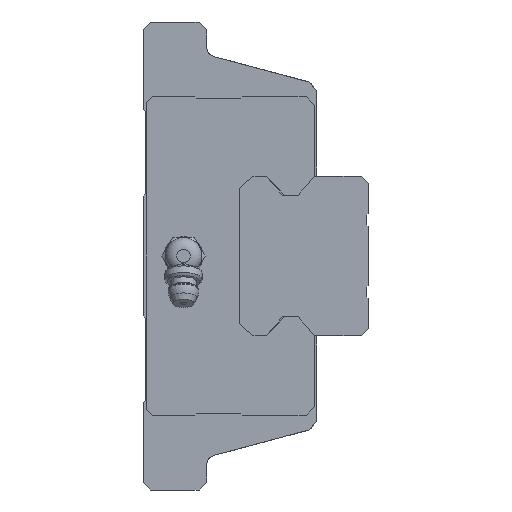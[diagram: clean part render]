
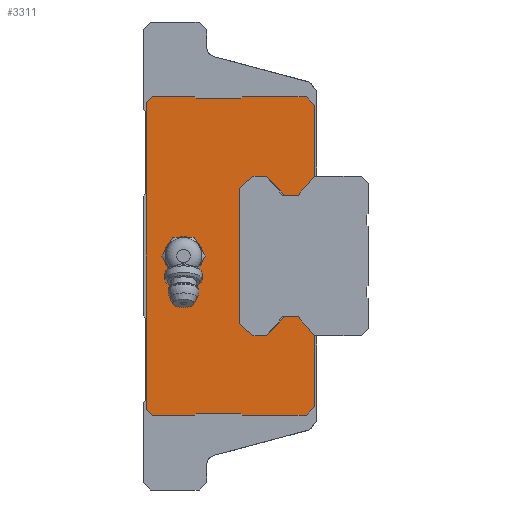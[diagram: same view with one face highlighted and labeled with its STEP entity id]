
A CAD part, left-side view. The second image highlights one B-rep face of the part: STEP entity #3311.
In plain terms, the highlighted planar face has unit normal (-1, 0, 0).
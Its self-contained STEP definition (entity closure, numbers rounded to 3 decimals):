
#737=ORIENTED_EDGE('',*,*,#1331,.F.);
#738=ORIENTED_EDGE('',*,*,#1385,.F.);
#739=ORIENTED_EDGE('',*,*,#1383,.F.);
#740=ORIENTED_EDGE('',*,*,#1381,.F.);
#741=ORIENTED_EDGE('',*,*,#1379,.F.);
#742=ORIENTED_EDGE('',*,*,#1377,.F.);
#743=ORIENTED_EDGE('',*,*,#1375,.F.);
#744=ORIENTED_EDGE('',*,*,#1373,.F.);
#745=ORIENTED_EDGE('',*,*,#1371,.F.);
#746=ORIENTED_EDGE('',*,*,#1369,.F.);
#747=ORIENTED_EDGE('',*,*,#1367,.F.);
#748=ORIENTED_EDGE('',*,*,#1365,.F.);
#749=ORIENTED_EDGE('',*,*,#1363,.F.);
#750=ORIENTED_EDGE('',*,*,#1361,.F.);
#751=ORIENTED_EDGE('',*,*,#1359,.F.);
#752=ORIENTED_EDGE('',*,*,#1357,.F.);
#753=ORIENTED_EDGE('',*,*,#1355,.F.);
#754=ORIENTED_EDGE('',*,*,#1353,.F.);
#755=ORIENTED_EDGE('',*,*,#1351,.F.);
#756=ORIENTED_EDGE('',*,*,#1349,.F.);
#757=ORIENTED_EDGE('',*,*,#1347,.F.);
#758=ORIENTED_EDGE('',*,*,#1345,.F.);
#759=ORIENTED_EDGE('',*,*,#1343,.F.);
#760=ORIENTED_EDGE('',*,*,#1341,.F.);
#761=ORIENTED_EDGE('',*,*,#1339,.F.);
#762=ORIENTED_EDGE('',*,*,#1337,.F.);
#763=ORIENTED_EDGE('',*,*,#1335,.F.);
#764=ORIENTED_EDGE('',*,*,#1333,.F.);
#765=ORIENTED_EDGE('',*,*,#1386,.T.);
#766=ORIENTED_EDGE('',*,*,#1387,.T.);
#767=ORIENTED_EDGE('',*,*,#1388,.T.);
#768=ORIENTED_EDGE('',*,*,#1389,.T.);
#769=ORIENTED_EDGE('',*,*,#1390,.T.);
#770=ORIENTED_EDGE('',*,*,#1391,.T.);
#1331=EDGE_CURVE('',#1719,#1720,#2081,.T.);
#1333=EDGE_CURVE('',#1720,#1721,#2083,.T.);
#1335=EDGE_CURVE('',#1721,#1722,#2085,.T.);
#1337=EDGE_CURVE('',#1722,#1723,#2087,.T.);
#1339=EDGE_CURVE('',#1723,#1724,#2089,.T.);
#1341=EDGE_CURVE('',#1724,#1725,#2091,.T.);
#1343=EDGE_CURVE('',#1725,#1726,#2093,.T.);
#1345=EDGE_CURVE('',#1726,#1727,#2095,.T.);
#1347=EDGE_CURVE('',#1727,#1728,#2097,.T.);
#1349=EDGE_CURVE('',#1728,#1729,#2099,.T.);
#1351=EDGE_CURVE('',#1729,#1730,#2101,.T.);
#1353=EDGE_CURVE('',#1730,#1731,#2103,.T.);
#1355=EDGE_CURVE('',#1731,#1732,#2105,.T.);
#1357=EDGE_CURVE('',#1732,#1733,#2107,.T.);
#1359=EDGE_CURVE('',#1733,#1734,#2109,.T.);
#1361=EDGE_CURVE('',#1734,#1735,#2111,.T.);
#1363=EDGE_CURVE('',#1735,#1736,#2113,.T.);
#1365=EDGE_CURVE('',#1736,#1737,#2115,.T.);
#1367=EDGE_CURVE('',#1737,#1738,#2117,.T.);
#1369=EDGE_CURVE('',#1738,#1739,#2119,.T.);
#1371=EDGE_CURVE('',#1739,#1740,#2121,.T.);
#1373=EDGE_CURVE('',#1740,#1741,#2123,.T.);
#1375=EDGE_CURVE('',#1741,#1742,#2125,.T.);
#1377=EDGE_CURVE('',#1742,#1743,#2127,.T.);
#1379=EDGE_CURVE('',#1743,#1744,#2129,.T.);
#1381=EDGE_CURVE('',#1744,#1745,#2131,.T.);
#1383=EDGE_CURVE('',#1745,#1746,#2133,.T.);
#1385=EDGE_CURVE('',#1746,#1719,#2135,.T.);
#1386=EDGE_CURVE('',#1747,#1748,#2136,.T.);
#1387=EDGE_CURVE('',#1748,#1749,#2137,.T.);
#1388=EDGE_CURVE('',#1749,#1750,#2138,.T.);
#1389=EDGE_CURVE('',#1750,#1751,#2139,.T.);
#1390=EDGE_CURVE('',#1751,#1752,#2140,.T.);
#1391=EDGE_CURVE('',#1752,#1747,#2141,.T.);
#1719=VERTEX_POINT('',#5078);
#1720=VERTEX_POINT('',#5080);
#1721=VERTEX_POINT('',#5084);
#1722=VERTEX_POINT('',#5088);
#1723=VERTEX_POINT('',#5092);
#1724=VERTEX_POINT('',#5096);
#1725=VERTEX_POINT('',#5100);
#1726=VERTEX_POINT('',#5104);
#1727=VERTEX_POINT('',#5108);
#1728=VERTEX_POINT('',#5112);
#1729=VERTEX_POINT('',#5116);
#1730=VERTEX_POINT('',#5120);
#1731=VERTEX_POINT('',#5124);
#1732=VERTEX_POINT('',#5128);
#1733=VERTEX_POINT('',#5132);
#1734=VERTEX_POINT('',#5136);
#1735=VERTEX_POINT('',#5140);
#1736=VERTEX_POINT('',#5144);
#1737=VERTEX_POINT('',#5148);
#1738=VERTEX_POINT('',#5152);
#1739=VERTEX_POINT('',#5156);
#1740=VERTEX_POINT('',#5160);
#1741=VERTEX_POINT('',#5164);
#1742=VERTEX_POINT('',#5168);
#1743=VERTEX_POINT('',#5172);
#1744=VERTEX_POINT('',#5176);
#1745=VERTEX_POINT('',#5180);
#1746=VERTEX_POINT('',#5184);
#1747=VERTEX_POINT('',#5190);
#1748=VERTEX_POINT('',#5191);
#1749=VERTEX_POINT('',#5193);
#1750=VERTEX_POINT('',#5195);
#1751=VERTEX_POINT('',#5197);
#1752=VERTEX_POINT('',#5199);
#2081=LINE('',#5079,#2475);
#2083=LINE('',#5083,#2477);
#2085=LINE('',#5087,#2479);
#2087=LINE('',#5091,#2481);
#2089=LINE('',#5095,#2483);
#2091=LINE('',#5099,#2485);
#2093=LINE('',#5103,#2487);
#2095=LINE('',#5107,#2489);
#2097=LINE('',#5111,#2491);
#2099=LINE('',#5115,#2493);
#2101=LINE('',#5119,#2495);
#2103=LINE('',#5123,#2497);
#2105=LINE('',#5127,#2499);
#2107=LINE('',#5131,#2501);
#2109=LINE('',#5135,#2503);
#2111=LINE('',#5139,#2505);
#2113=LINE('',#5143,#2507);
#2115=LINE('',#5147,#2509);
#2117=LINE('',#5151,#2511);
#2119=LINE('',#5155,#2513);
#2121=LINE('',#5159,#2515);
#2123=LINE('',#5163,#2517);
#2125=LINE('',#5167,#2519);
#2127=LINE('',#5171,#2521);
#2129=LINE('',#5175,#2523);
#2131=LINE('',#5179,#2525);
#2133=LINE('',#5183,#2527);
#2135=LINE('',#5187,#2529);
#2136=LINE('',#5189,#2530);
#2137=LINE('',#5192,#2531);
#2138=LINE('',#5194,#2532);
#2139=LINE('',#5196,#2533);
#2140=LINE('',#5198,#2534);
#2141=LINE('',#5200,#2535);
#2475=VECTOR('',#4079,1000.);
#2477=VECTOR('',#4083,1000.);
#2479=VECTOR('',#4087,1000.);
#2481=VECTOR('',#4091,1000.);
#2483=VECTOR('',#4095,1000.);
#2485=VECTOR('',#4099,1000.);
#2487=VECTOR('',#4103,1000.);
#2489=VECTOR('',#4107,1000.);
#2491=VECTOR('',#4111,1000.);
#2493=VECTOR('',#4115,1000.);
#2495=VECTOR('',#4119,1000.);
#2497=VECTOR('',#4123,1000.);
#2499=VECTOR('',#4127,1000.);
#2501=VECTOR('',#4131,1000.);
#2503=VECTOR('',#4135,1000.);
#2505=VECTOR('',#4139,1000.);
#2507=VECTOR('',#4143,1000.);
#2509=VECTOR('',#4147,1000.);
#2511=VECTOR('',#4151,1000.);
#2513=VECTOR('',#4155,1000.);
#2515=VECTOR('',#4159,1000.);
#2517=VECTOR('',#4163,1000.);
#2519=VECTOR('',#4167,1000.);
#2521=VECTOR('',#4171,1000.);
#2523=VECTOR('',#4175,1000.);
#2525=VECTOR('',#4179,1000.);
#2527=VECTOR('',#4183,1000.);
#2529=VECTOR('',#4187,1000.);
#2530=VECTOR('',#4190,1000.);
#2531=VECTOR('',#4191,1000.);
#2532=VECTOR('',#4192,1000.);
#2533=VECTOR('',#4193,1000.);
#2534=VECTOR('',#4194,1000.);
#2535=VECTOR('',#4195,1000.);
#2750=EDGE_LOOP('',(#737,#738,#739,#740,#741,#742,#743,#744,#745,#746,#747,
#748,#749,#750,#751,#752,#753,#754,#755,#756,#757,#758,#759,#760,#761,#762,
#763,#764));
#2751=EDGE_LOOP('',(#765,#766,#767,#768,#769,#770));
#2961=FACE_BOUND('',#2750,.T.);
#2962=FACE_BOUND('',#2751,.T.);
#3152=PLANE('',#3537);
#3311=ADVANCED_FACE('',(#2961,#2962),#3152,.F.);
#3537=AXIS2_PLACEMENT_3D('',#5188,#4188,#4189);
#4079=DIRECTION('',(0.,-0.707,0.707));
#4083=DIRECTION('',(0.,-1.,0.));
#4087=DIRECTION('',(0.,-0.707,-0.707));
#4091=DIRECTION('',(0.,-1.,0.));
#4095=DIRECTION('',(0.,-0.707,0.707));
#4099=DIRECTION('',(0.,-1.,0.));
#4103=DIRECTION('',(0.,-0.707,-0.707));
#4107=DIRECTION('',(0.,0.,-1.));
#4111=DIRECTION('',(0.,0.659,-0.753));
#4115=DIRECTION('',(0.,1.,0.));
#4119=DIRECTION('',(0.,0.689,0.725));
#4123=DIRECTION('',(0.,1.,0.));
#4127=DIRECTION('',(0.,0.752,-0.659));
#4131=DIRECTION('',(0.,0.,-1.));
#4135=DIRECTION('',(0.,-0.752,-0.659));
#4139=DIRECTION('',(0.,-1.,0.));
#4143=DIRECTION('',(0.,-0.689,0.725));
#4147=DIRECTION('',(0.,-1.,0.));
#4151=DIRECTION('',(0.,-0.659,-0.753));
#4155=DIRECTION('',(0.,0.,-1.));
#4159=DIRECTION('',(0.,0.707,-0.707));
#4163=DIRECTION('',(0.,1.,0.));
#4167=DIRECTION('',(0.,0.707,0.707));
#4171=DIRECTION('',(0.,1.,0.));
#4175=DIRECTION('',(0.,0.707,-0.707));
#4179=DIRECTION('',(0.,1.,0.));
#4183=DIRECTION('',(0.,0.707,0.707));
#4187=DIRECTION('',(0.,0.,1.));
#4188=DIRECTION('',(1.,0.,0.));
#4189=DIRECTION('',(0.,0.,-1.));
#4190=DIRECTION('',(0.,1.,0.));
#4191=DIRECTION('',(0.,0.5,0.866));
#4192=DIRECTION('',(0.,-0.5,0.866));
#4193=DIRECTION('',(0.,-1.,0.));
#4194=DIRECTION('',(0.,-0.5,-0.866));
#4195=DIRECTION('',(0.,0.5,-0.866));
#5078=CARTESIAN_POINT('',(-36.75,-0.5,32.7));
#5079=CARTESIAN_POINT('',(-36.75,-0.5,32.7));
#5080=CARTESIAN_POINT('',(-36.75,-1.8,34.));
#5083=CARTESIAN_POINT('',(-36.75,-1.8,34.));
#5084=CARTESIAN_POINT('',(-36.75,-10.89,34.));
#5087=CARTESIAN_POINT('',(-36.75,-10.89,34.));
#5088=CARTESIAN_POINT('',(-36.75,-11.29,33.6));
#5091=CARTESIAN_POINT('',(-36.75,-11.29,33.6));
#5092=CARTESIAN_POINT('',(-36.75,-20.7,33.6));
#5095=CARTESIAN_POINT('',(-36.75,-20.7,33.6));
#5096=CARTESIAN_POINT('',(-36.75,-21.1,34.));
#5099=CARTESIAN_POINT('',(-36.75,-21.1,34.));
#5100=CARTESIAN_POINT('',(-36.75,-34.7,34.));
#5103=CARTESIAN_POINT('',(-36.75,-34.7,34.));
#5104=CARTESIAN_POINT('',(-36.75,-36.5,32.2));
#5107=CARTESIAN_POINT('',(-36.75,-36.5,32.2));
#5108=CARTESIAN_POINT('',(-36.75,-36.5,17.));
#5111=CARTESIAN_POINT('',(-36.75,-36.5,17.));
#5112=CARTESIAN_POINT('',(-36.75,-33.,13.));
#5115=CARTESIAN_POINT('',(-36.75,-33.,13.));
#5116=CARTESIAN_POINT('',(-36.75,-30.,13.));
#5119=CARTESIAN_POINT('',(-36.75,-30.,13.));
#5120=CARTESIAN_POINT('',(-36.75,-26.2,17.));
#5123=CARTESIAN_POINT('',(-36.75,-26.2,17.));
#5124=CARTESIAN_POINT('',(-36.75,-23.35,17.));
#5127=CARTESIAN_POINT('',(-36.75,-23.35,17.));
#5128=CARTESIAN_POINT('',(-36.75,-20.5,14.5));
#5131=CARTESIAN_POINT('',(-36.75,-20.5,14.5));
#5132=CARTESIAN_POINT('',(-36.75,-20.5,-14.5));
#5135=CARTESIAN_POINT('',(-36.75,-20.5,-14.5));
#5136=CARTESIAN_POINT('',(-36.75,-23.35,-17.));
#5139=CARTESIAN_POINT('',(-36.75,-23.35,-17.));
#5140=CARTESIAN_POINT('',(-36.75,-26.2,-17.));
#5143=CARTESIAN_POINT('',(-36.75,-26.2,-17.));
#5144=CARTESIAN_POINT('',(-36.75,-30.,-13.));
#5147=CARTESIAN_POINT('',(-36.75,-30.,-13.));
#5148=CARTESIAN_POINT('',(-36.75,-33.,-13.));
#5151=CARTESIAN_POINT('',(-36.75,-33.,-13.));
#5152=CARTESIAN_POINT('',(-36.75,-36.5,-17.));
#5155=CARTESIAN_POINT('',(-36.75,-36.5,-17.));
#5156=CARTESIAN_POINT('',(-36.75,-36.5,-32.2));
#5159=CARTESIAN_POINT('',(-36.75,-36.5,-32.2));
#5160=CARTESIAN_POINT('',(-36.75,-34.7,-34.));
#5163=CARTESIAN_POINT('',(-36.75,-34.7,-34.));
#5164=CARTESIAN_POINT('',(-36.75,-21.1,-34.));
#5167=CARTESIAN_POINT('',(-36.75,-21.1,-34.));
#5168=CARTESIAN_POINT('',(-36.75,-20.7,-33.6));
#5171=CARTESIAN_POINT('',(-36.75,-20.7,-33.6));
#5172=CARTESIAN_POINT('',(-36.75,-11.29,-33.6));
#5175=CARTESIAN_POINT('',(-36.75,-11.29,-33.6));
#5176=CARTESIAN_POINT('',(-36.75,-10.89,-34.));
#5179=CARTESIAN_POINT('',(-36.75,-10.89,-34.));
#5180=CARTESIAN_POINT('',(-36.75,-1.8,-34.));
#5183=CARTESIAN_POINT('',(-36.75,-1.8,-34.));
#5184=CARTESIAN_POINT('',(-36.75,-0.5,-32.7));
#5187=CARTESIAN_POINT('',(-36.75,-0.5,-32.7));
#5188=CARTESIAN_POINT('',(-36.75,0.,0.));
#5189=CARTESIAN_POINT('',(-36.75,-10.809,-4.));
#5190=CARTESIAN_POINT('',(-36.75,-10.809,-4.));
#5191=CARTESIAN_POINT('',(-36.75,-6.191,-4.));
#5192=CARTESIAN_POINT('',(-36.75,-6.191,-4.));
#5193=CARTESIAN_POINT('',(-36.75,-3.881,0.));
#5194=CARTESIAN_POINT('',(-36.75,-3.881,0.));
#5195=CARTESIAN_POINT('',(-36.75,-6.191,4.));
#5196=CARTESIAN_POINT('',(-36.75,-6.191,4.));
#5197=CARTESIAN_POINT('',(-36.75,-10.809,4.));
#5198=CARTESIAN_POINT('',(-36.75,-10.809,4.));
#5199=CARTESIAN_POINT('',(-36.75,-13.119,0.));
#5200=CARTESIAN_POINT('',(-36.75,-13.119,0.));
